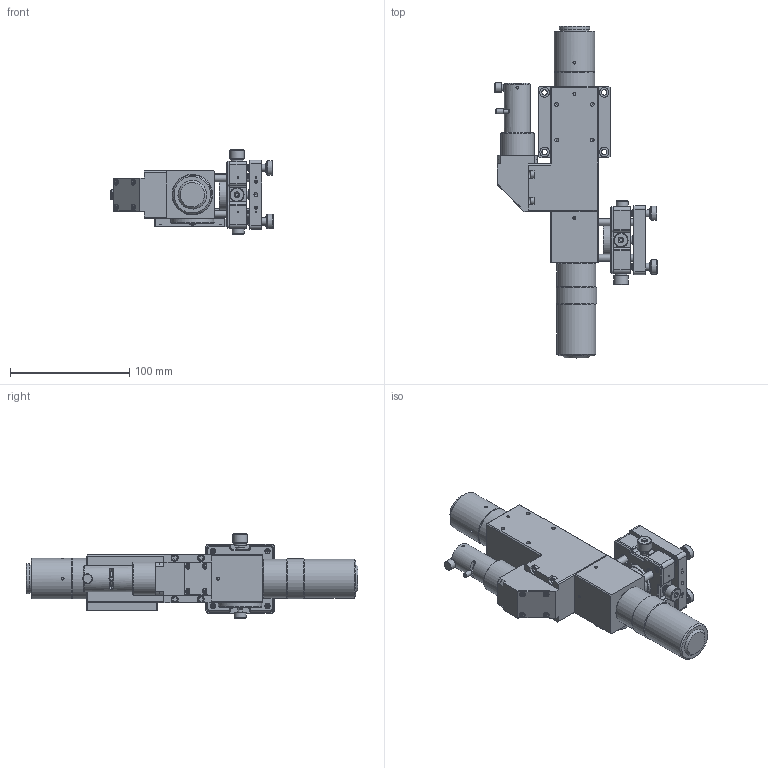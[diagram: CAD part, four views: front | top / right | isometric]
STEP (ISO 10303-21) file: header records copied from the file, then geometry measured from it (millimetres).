
FILE_DESCRIPTION (( 'STEP AP214' ), '1' );
FILE_NAME ('OUCI-3.STEP', '2023-07-27T20:37:38', ( '' ), ( '' ), 'SwSTEP 2.0', 'SolidWorks 2022', '' );
FILE_SCHEMA (( 'AUTOMOTIVE_DESIGN' ));
Length unit declared in the file: inch
Products named in the file (8): DIMC-R-A; OUCI-3; FC-25.4PC; C30-RO-6-30; C30-ALH5-25.4; A355TA; PAL-50-NIR-L
Assembly tree (10 placements, depth 2):
  OUCI-3
    OUCI-3
    DIMC-R-A
    PAL-50-NIR-L
    C30-RO-6-30  x4
    A355TA
    FC-25.4PC
    C30-ALH5-25.4
Bounding box: 136.35 x 278.6 x 70.5 mm (x, y, z)
Volume: 501708.2 mm3; surface area: 118202.4 mm2
Topology: 23 solids, 37 shells, 1566 faces, 3772 edges, 2438 vertices
Faces by surface type: plane 834, cylinder 470, cone 215, bspline 29, sphere 18
Full cylindrical faces by diameter (mm): 1 x14, 1.1 x20, 1.4 x1, 1.5 x4, 1.7 x1, 2 x2, 2.4 x9, 2.459 x6, 2.5 x17, 2.8 x2, 3 x4, 3.2 x18, 3.3 x2, 3.8 x4, 4 x26, 4.5 x16, 5 x8, 5.5 x10, 5.6 x1, 5.7 x1, 6 x21, 6.1 x1, 6.325 x1, 6.4 x1, 6.5 x1, 6.7 x1, 7 x6, 7.3 x3, 7.5 x6, 7.6 x1
Entity records: 63607 total; most frequent: CARTESIAN_POINT 31807, ORIENTED_EDGE 6134, DIRECTION 5417, EDGE_CURVE 3067, EDGE_LOOP 2319, VERTEX_POINT 2248, AXIS2_PLACEMENT_3D 2236, FACE_OUTER_BOUND 1848
